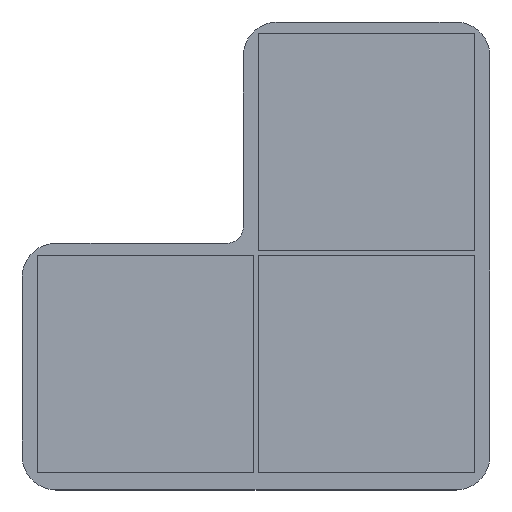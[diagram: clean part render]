
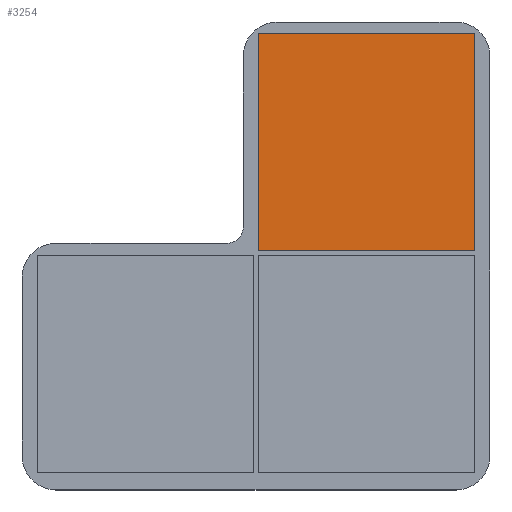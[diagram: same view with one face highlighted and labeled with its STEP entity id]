
A CAD part, top view. The second image highlights one B-rep face of the part: STEP entity #3254.
In plain terms, the highlighted face is planar.
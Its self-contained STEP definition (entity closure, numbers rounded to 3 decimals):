
#96 = PLANE('',#97);
#97 = AXIS2_PLACEMENT_3D('',#98,#99,#100);
#98 = CARTESIAN_POINT('',(13.05,1.25,12.835));
#99 = DIRECTION('',(0.,0.,-1.));
#100 = DIRECTION('',(-1.,0.,0.));
#124 = PLANE('',#125);
#125 = AXIS2_PLACEMENT_3D('',#126,#127,#128);
#126 = CARTESIAN_POINT('',(13.05,1.25,12.835));
#127 = DIRECTION('',(-1.,0.,0.));
#128 = DIRECTION('',(0.,0.,1.));
#152 = PLANE('',#153);
#153 = AXIS2_PLACEMENT_3D('',#154,#155,#156);
#154 = CARTESIAN_POINT('',(13.05,1.25,-12.835));
#155 = DIRECTION('',(0.,0.,1.));
#156 = DIRECTION('',(1.,0.,0.));
#178 = PLANE('',#179);
#179 = AXIS2_PLACEMENT_3D('',#180,#181,#182);
#180 = CARTESIAN_POINT('',(-12.48,1.25,12.835));
#181 = DIRECTION('',(1.,0.,0.));
#182 = DIRECTION('',(0.,0.,-1.));
#3058 = VERTEX_POINT('',#3059);
#3059 = CARTESIAN_POINT('',(-12.48,1.25,-12.835));
#3080 = EDGE_CURVE('',#3058,#3081,#3083,.T.);
#3081 = VERTEX_POINT('',#3082);
#3082 = CARTESIAN_POINT('',(-12.48,1.25,12.835));
#3083 = SURFACE_CURVE('',#3084,(#3088,#3095),.PCURVE_S1.);
#3084 = LINE('',#3085,#3086);
#3085 = CARTESIAN_POINT('',(-12.48,1.25,12.835));
#3086 = VECTOR('',#3087,1.);
#3087 = DIRECTION('',(0.,0.,1.));
#3088 = PCURVE('',#178,#3089);
#3089 = DEFINITIONAL_REPRESENTATION('',(#3090),#3094);
#3090 = LINE('',#3091,#3092);
#3091 = CARTESIAN_POINT('',(0.,0.));
#3092 = VECTOR('',#3093,1.);
#3093 = DIRECTION('',(-1.,0.));
#3094 = ( GEOMETRIC_REPRESENTATION_CONTEXT(2) 
PARAMETRIC_REPRESENTATION_CONTEXT() REPRESENTATION_CONTEXT('2D SPACE',''
  ) );
#3095 = PCURVE('',#3096,#3101);
#3096 = PLANE('',#3097);
#3097 = AXIS2_PLACEMENT_3D('',#3098,#3099,#3100);
#3098 = CARTESIAN_POINT('',(0.,1.25,0.));
#3099 = DIRECTION('',(0.,1.,0.));
#3100 = DIRECTION('',(0.,-0.,1.));
#3101 = DEFINITIONAL_REPRESENTATION('',(#3102),#3106);
#3102 = LINE('',#3103,#3104);
#3103 = CARTESIAN_POINT('',(12.835,-12.48));
#3104 = VECTOR('',#3105,1.);
#3105 = DIRECTION('',(1.,0.));
#3106 = ( GEOMETRIC_REPRESENTATION_CONTEXT(2) 
PARAMETRIC_REPRESENTATION_CONTEXT() REPRESENTATION_CONTEXT('2D SPACE',''
  ) );
#3134 = EDGE_CURVE('',#3081,#3135,#3137,.T.);
#3135 = VERTEX_POINT('',#3136);
#3136 = CARTESIAN_POINT('',(13.05,1.25,12.835));
#3137 = SURFACE_CURVE('',#3138,(#3142,#3149),.PCURVE_S1.);
#3138 = LINE('',#3139,#3140);
#3139 = CARTESIAN_POINT('',(13.05,1.25,12.835));
#3140 = VECTOR('',#3141,1.);
#3141 = DIRECTION('',(1.,0.,0.));
#3142 = PCURVE('',#96,#3143);
#3143 = DEFINITIONAL_REPRESENTATION('',(#3144),#3148);
#3144 = LINE('',#3145,#3146);
#3145 = CARTESIAN_POINT('',(0.,0.));
#3146 = VECTOR('',#3147,1.);
#3147 = DIRECTION('',(-1.,0.));
#3148 = ( GEOMETRIC_REPRESENTATION_CONTEXT(2) 
PARAMETRIC_REPRESENTATION_CONTEXT() REPRESENTATION_CONTEXT('2D SPACE',''
  ) );
#3149 = PCURVE('',#3096,#3150);
#3150 = DEFINITIONAL_REPRESENTATION('',(#3151),#3155);
#3151 = LINE('',#3152,#3153);
#3152 = CARTESIAN_POINT('',(12.835,13.05));
#3153 = VECTOR('',#3154,1.);
#3154 = DIRECTION('',(0.,1.));
#3155 = ( GEOMETRIC_REPRESENTATION_CONTEXT(2) 
PARAMETRIC_REPRESENTATION_CONTEXT() REPRESENTATION_CONTEXT('2D SPACE',''
  ) );
#3183 = EDGE_CURVE('',#3135,#3184,#3186,.T.);
#3184 = VERTEX_POINT('',#3185);
#3185 = CARTESIAN_POINT('',(13.05,1.25,-12.835));
#3186 = SURFACE_CURVE('',#3187,(#3191,#3198),.PCURVE_S1.);
#3187 = LINE('',#3188,#3189);
#3188 = CARTESIAN_POINT('',(13.05,1.25,12.835));
#3189 = VECTOR('',#3190,1.);
#3190 = DIRECTION('',(0.,0.,-1.));
#3191 = PCURVE('',#124,#3192);
#3192 = DEFINITIONAL_REPRESENTATION('',(#3193),#3197);
#3193 = LINE('',#3194,#3195);
#3194 = CARTESIAN_POINT('',(0.,0.));
#3195 = VECTOR('',#3196,1.);
#3196 = DIRECTION('',(-1.,0.));
#3197 = ( GEOMETRIC_REPRESENTATION_CONTEXT(2) 
PARAMETRIC_REPRESENTATION_CONTEXT() REPRESENTATION_CONTEXT('2D SPACE',''
  ) );
#3198 = PCURVE('',#3096,#3199);
#3199 = DEFINITIONAL_REPRESENTATION('',(#3200),#3204);
#3200 = LINE('',#3201,#3202);
#3201 = CARTESIAN_POINT('',(12.835,13.05));
#3202 = VECTOR('',#3203,1.);
#3203 = DIRECTION('',(-1.,0.));
#3204 = ( GEOMETRIC_REPRESENTATION_CONTEXT(2) 
PARAMETRIC_REPRESENTATION_CONTEXT() REPRESENTATION_CONTEXT('2D SPACE',''
  ) );
#3233 = EDGE_CURVE('',#3184,#3058,#3234,.T.);
#3234 = SURFACE_CURVE('',#3235,(#3239,#3246),.PCURVE_S1.);
#3235 = LINE('',#3236,#3237);
#3236 = CARTESIAN_POINT('',(13.05,1.25,-12.835));
#3237 = VECTOR('',#3238,1.);
#3238 = DIRECTION('',(-1.,0.,0.));
#3239 = PCURVE('',#152,#3240);
#3240 = DEFINITIONAL_REPRESENTATION('',(#3241),#3245);
#3241 = LINE('',#3242,#3243);
#3242 = CARTESIAN_POINT('',(0.,0.));
#3243 = VECTOR('',#3244,1.);
#3244 = DIRECTION('',(-1.,0.));
#3245 = ( GEOMETRIC_REPRESENTATION_CONTEXT(2) 
PARAMETRIC_REPRESENTATION_CONTEXT() REPRESENTATION_CONTEXT('2D SPACE',''
  ) );
#3246 = PCURVE('',#3096,#3247);
#3247 = DEFINITIONAL_REPRESENTATION('',(#3248),#3252);
#3248 = LINE('',#3249,#3250);
#3249 = CARTESIAN_POINT('',(-12.835,13.05));
#3250 = VECTOR('',#3251,1.);
#3251 = DIRECTION('',(0.,-1.));
#3252 = ( GEOMETRIC_REPRESENTATION_CONTEXT(2) 
PARAMETRIC_REPRESENTATION_CONTEXT() REPRESENTATION_CONTEXT('2D SPACE',''
  ) );
#3254 = ADVANCED_FACE('',(#3255),#3096,.T.);
#3255 = FACE_BOUND('',#3256,.T.);
#3256 = EDGE_LOOP('',(#3257,#3258,#3259,#3260));
#3257 = ORIENTED_EDGE('',*,*,#3080,.T.);
#3258 = ORIENTED_EDGE('',*,*,#3134,.T.);
#3259 = ORIENTED_EDGE('',*,*,#3183,.T.);
#3260 = ORIENTED_EDGE('',*,*,#3233,.T.);
